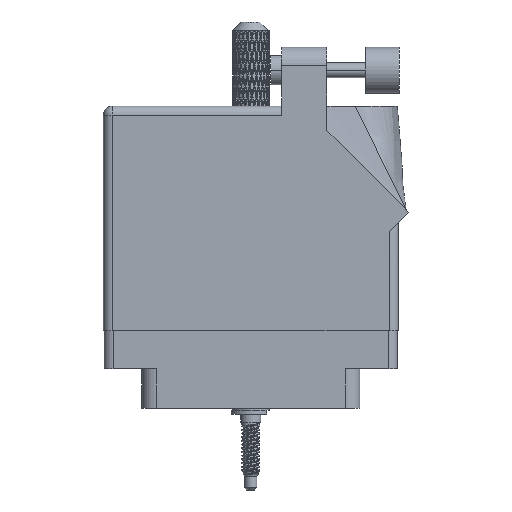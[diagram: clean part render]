
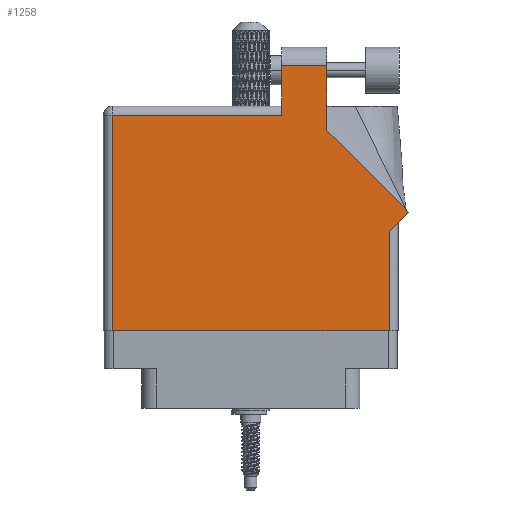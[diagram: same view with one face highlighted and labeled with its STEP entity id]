
A CAD part, front view. The second image highlights one B-rep face of the part: STEP entity #1258.
In plain terms, the highlighted face is planar.
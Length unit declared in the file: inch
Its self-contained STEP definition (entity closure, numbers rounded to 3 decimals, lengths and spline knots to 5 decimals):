
#1258 = ADVANCED_FACE ( 'NONE', ( #91063 ), #90500, .F. ) ;
#1956 = ORIENTED_EDGE ( 'NONE', *, *, #30877, .T. ) ;
#2232 = ORIENTED_EDGE ( 'NONE', *, *, #47739, .T. ) ;
#4091 = CARTESIAN_POINT ( 'NONE',  ( 1.217, 1.53, 0. ) ) ;
#8804 = ORIENTED_EDGE ( 'NONE', *, *, #70398, .T. ) ;
#11614 = AXIS2_PLACEMENT_3D ( 'NONE', #17076, #81749, #58748 ) ;
#14946 = VECTOR ( 'NONE', #56430, 39.37008 ) ;
#15395 = VERTEX_POINT ( 'NONE', #82671 ) ;
#15609 = EDGE_CURVE ( 'NONE', #48902, #81573, #60385, .T. ) ;
#16940 = CARTESIAN_POINT ( 'NONE',  ( 1.524, 1.36442, 0. ) ) ;
#17076 = CARTESIAN_POINT ( 'NONE',  ( 0., 1.53, 0. ) ) ;
#18942 = EDGE_CURVE ( 'NONE', #83237, #18995, #89080, .T. ) ;
#18995 = VERTEX_POINT ( 'NONE', #83542 ) ;
#19565 = VECTOR ( 'NONE', #23604, 39.37008 ) ;
#20867 = CARTESIAN_POINT ( 'NONE',  ( 2.01, 0.737, 0. ) ) ;
#21126 = ORIENTED_EDGE ( 'NONE', *, *, #18942, .T. ) ;
#21168 = ORIENTED_EDGE ( 'NONE', *, *, #44192, .T. ) ;
#21747 = VERTEX_POINT ( 'NONE', #43931 ) ;
#21749 = VECTOR ( 'NONE', #88684, 39.37008 ) ;
#21949 = ORIENTED_EDGE ( 'NONE', *, *, #57541, .T. ) ;
#23604 = DIRECTION ( 'NONE',  ( 0., -1., 0. ) ) ;
#24263 = ORIENTED_EDGE ( 'NONE', *, *, #61800, .T. ) ;
#24557 = CARTESIAN_POINT ( 'NONE',  ( 1.217, 1.805, 0. ) ) ;
#25055 = VECTOR ( 'NONE', #70364, 39.37008 ) ;
#26814 = CARTESIAN_POINT ( 'NONE',  ( 1.948, 0.737, 0. ) ) ;
#28459 = VECTOR ( 'NONE', #59522, 39.37008 ) ;
#30877 = EDGE_CURVE ( 'NONE', #81573, #21747, #92779, .T. ) ;
#33485 = CARTESIAN_POINT ( 'NONE',  ( 1.524, 1.805, 0. ) ) ;
#38452 = VERTEX_POINT ( 'NONE', #69019 ) ;
#40383 = VERTEX_POINT ( 'NONE', #66864 ) ;
#41280 = EDGE_CURVE ( 'NONE', #18995, #48902, #95057, .T. ) ;
#42444 = DIRECTION ( 'NONE',  ( 0., 1., 0. ) ) ;
#43931 = CARTESIAN_POINT ( 'NONE',  ( 1.217, 1.468, 0. ) ) ;
#44192 = EDGE_CURVE ( 'NONE', #15395, #40383, #56747, .T. ) ;
#46247 = VECTOR ( 'NONE', #96585, 39.37008 ) ;
#47390 = VECTOR ( 'NONE', #77273, 39.37008 ) ;
#47739 = EDGE_CURVE ( 'NONE', #38452, #15395, #62636, .T. ) ;
#48772 = LINE ( 'NONE', #80361, #46247 ) ;
#48902 = VERTEX_POINT ( 'NONE', #33485 ) ;
#49636 = ORIENTED_EDGE ( 'NONE', *, *, #15609, .T. ) ;
#53243 = EDGE_LOOP ( 'NONE', ( #94217, #49636, #1956, #24263, #2232, #21168, #8804, #21949, #21126 ) ) ;
#53576 = CARTESIAN_POINT ( 'NONE',  ( 0., 0., 0. ) ) ;
#56430 = DIRECTION ( 'NONE',  ( -1., 0., 0. ) ) ;
#56747 = LINE ( 'NONE', #53576, #84561 ) ;
#57541 = EDGE_CURVE ( 'NONE', #104512, #83237, #90703, .T. ) ;
#58240 = CARTESIAN_POINT ( 'NONE',  ( 2.08071, 0.80771, 0. ) ) ;
#58748 = DIRECTION ( 'NONE',  ( -1., 0., 0. ) ) ;
#59313 = CARTESIAN_POINT ( 'NONE',  ( 1.948, 0.675, 0. ) ) ;
#59522 = DIRECTION ( 'NONE',  ( -0.707, 0.707, 0. ) ) ;
#60385 = LINE ( 'NONE', #24557, #14946 ) ;
#61800 = EDGE_CURVE ( 'NONE', #21747, #38452, #48772, .T. ) ;
#62636 = LINE ( 'NONE', #80864, #19565 ) ;
#66009 = VECTOR ( 'NONE', #42444, 39.37008 ) ;
#66864 = CARTESIAN_POINT ( 'NONE',  ( 1.948, 0., 0. ) ) ;
#68686 = DIRECTION ( 'NONE',  ( 1., 0., 0. ) ) ;
#69019 = CARTESIAN_POINT ( 'NONE',  ( 0.062, 1.468, 0. ) ) ;
#70364 = DIRECTION ( 'NONE',  ( 0.707, 0.707, 0. ) ) ;
#70398 = EDGE_CURVE ( 'NONE', #40383, #104512, #98855, .T. ) ;
#75459 = CARTESIAN_POINT ( 'NONE',  ( 2.08071, 0.80771, 0. ) ) ;
#77273 = DIRECTION ( 'NONE',  ( 0., -1., 0. ) ) ;
#80361 = CARTESIAN_POINT ( 'NONE',  ( 0., 1.468, 0. ) ) ;
#80864 = CARTESIAN_POINT ( 'NONE',  ( 0.062, 0., 0. ) ) ;
#81573 = VERTEX_POINT ( 'NONE', #95813 ) ;
#81749 = DIRECTION ( 'NONE',  ( 0., 0., -1. ) ) ;
#82671 = CARTESIAN_POINT ( 'NONE',  ( 0.062, 0., 0. ) ) ;
#83237 = VERTEX_POINT ( 'NONE', #58240 ) ;
#83542 = CARTESIAN_POINT ( 'NONE',  ( 1.524, 1.36442, 0. ) ) ;
#84561 = VECTOR ( 'NONE', #68686, 39.37008 ) ;
#88684 = DIRECTION ( 'NONE',  ( 0., 1., 0. ) ) ;
#89080 = LINE ( 'NONE', #75459, #28459 ) ;
#90500 = PLANE ( 'NONE',  #11614 ) ;
#90703 = LINE ( 'NONE', #20867, #25055 ) ;
#91063 = FACE_OUTER_BOUND ( 'NONE', #53243, .T. ) ;
#92779 = LINE ( 'NONE', #4091, #47390 ) ;
#94217 = ORIENTED_EDGE ( 'NONE', *, *, #41280, .T. ) ;
#95057 = LINE ( 'NONE', #16940, #21749 ) ;
#95813 = CARTESIAN_POINT ( 'NONE',  ( 1.217, 1.805, 0. ) ) ;
#96585 = DIRECTION ( 'NONE',  ( -1., 0., 0. ) ) ;
#98855 = LINE ( 'NONE', #26814, #66009 ) ;
#104512 = VERTEX_POINT ( 'NONE', #59313 ) ;
